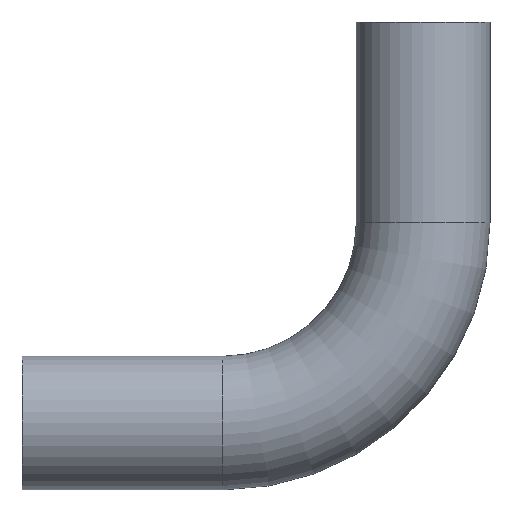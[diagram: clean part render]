
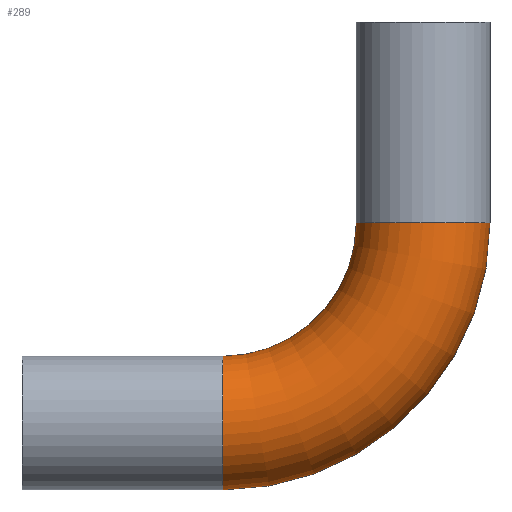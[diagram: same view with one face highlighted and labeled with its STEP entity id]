
A CAD part, front view. The second image highlights one B-rep face of the part: STEP entity #289.
In plain terms, the highlighted toroidal (fillet/blend) face has major radius 38.1 mm and minor radius 12.7 mm.
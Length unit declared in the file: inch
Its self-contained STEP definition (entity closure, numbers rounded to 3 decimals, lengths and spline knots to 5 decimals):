
#30 = DIRECTION ( 'NONE',  ( 0., 0., 1. ) ) ;
#35 = CIRCLE ( 'NONE', #229, 2. ) ;
#37 = CARTESIAN_POINT ( 'NONE',  ( 2., 0., 0. ) ) ;
#59 = DIRECTION ( 'NONE',  ( -1., 0., 0. ) ) ;
#70 = VERTEX_POINT ( 'NONE', #79 ) ;
#79 = CARTESIAN_POINT ( 'NONE',  ( 1., 0., 0. ) ) ;
#88 = EDGE_CURVE ( 'NONE', #70, #413, #189, .T. ) ;
#90 = DIRECTION ( 'NONE',  ( 0., 0., -1. ) ) ;
#95 = CARTESIAN_POINT ( 'NONE',  ( 0., 0., 0. ) ) ;
#97 = AXIS2_PLACEMENT_3D ( 'NONE', #286, #59, #30 ) ;
#98 = VERTEX_POINT ( 'NONE', #240 ) ;
#112 = TOROIDAL_SURFACE ( 'NONE', #416, 1.5, 0.5 ) ;
#118 = DIRECTION ( 'NONE',  ( 0., 0., 1. ) ) ;
#124 = CARTESIAN_POINT ( 'NONE',  ( 0., 0., 0. ) ) ;
#125 = DIRECTION ( 'NONE',  ( 0., 0., -1. ) ) ;
#127 = DIRECTION ( 'NONE',  ( 0., -1., 0. ) ) ;
#132 = CIRCLE ( 'NONE', #373, 1. ) ;
#152 = DIRECTION ( 'NONE',  ( 0., -1., 0. ) ) ;
#156 = ORIENTED_EDGE ( 'NONE', *, *, #280, .T. ) ;
#187 = DIRECTION ( 'NONE',  ( 0., 0., -1. ) ) ;
#189 = CIRCLE ( 'NONE', #231, 0.5 ) ;
#220 = CARTESIAN_POINT ( 'NONE',  ( 0., 0., 0. ) ) ;
#229 = AXIS2_PLACEMENT_3D ( 'NONE', #124, #127, #187 ) ;
#231 = AXIS2_PLACEMENT_3D ( 'NONE', #313, #118, #417 ) ;
#236 = EDGE_LOOP ( 'NONE', ( #377, #156, #342, #323 ) ) ;
#240 = CARTESIAN_POINT ( 'NONE',  ( 0., 0., -1. ) ) ;
#262 = EDGE_CURVE ( 'NONE', #319, #98, #285, .T. ) ;
#280 = EDGE_CURVE ( 'NONE', #319, #413, #35, .T. ) ;
#281 = DIRECTION ( 'NONE',  ( 0., -1., 0. ) ) ;
#285 = CIRCLE ( 'NONE', #97, 0.5 ) ;
#286 = CARTESIAN_POINT ( 'NONE',  ( 0., 0., -1.5 ) ) ;
#288 = CARTESIAN_POINT ( 'NONE',  ( 0., 0., -2. ) ) ;
#289 = ADVANCED_FACE ( 'NONE', ( #347 ), #112, .T. ) ;
#299 = EDGE_CURVE ( 'NONE', #98, #70, #132, .T. ) ;
#313 = CARTESIAN_POINT ( 'NONE',  ( 1.5, 0., 0. ) ) ;
#319 = VERTEX_POINT ( 'NONE', #288 ) ;
#323 = ORIENTED_EDGE ( 'NONE', *, *, #299, .F. ) ;
#342 = ORIENTED_EDGE ( 'NONE', *, *, #88, .F. ) ;
#347 = FACE_OUTER_BOUND ( 'NONE', #236, .T. ) ;
#373 = AXIS2_PLACEMENT_3D ( 'NONE', #95, #152, #90 ) ;
#377 = ORIENTED_EDGE ( 'NONE', *, *, #262, .F. ) ;
#413 = VERTEX_POINT ( 'NONE', #37 ) ;
#416 = AXIS2_PLACEMENT_3D ( 'NONE', #220, #281, #125 ) ;
#417 = DIRECTION ( 'NONE',  ( 1., 0., 0. ) ) ;
